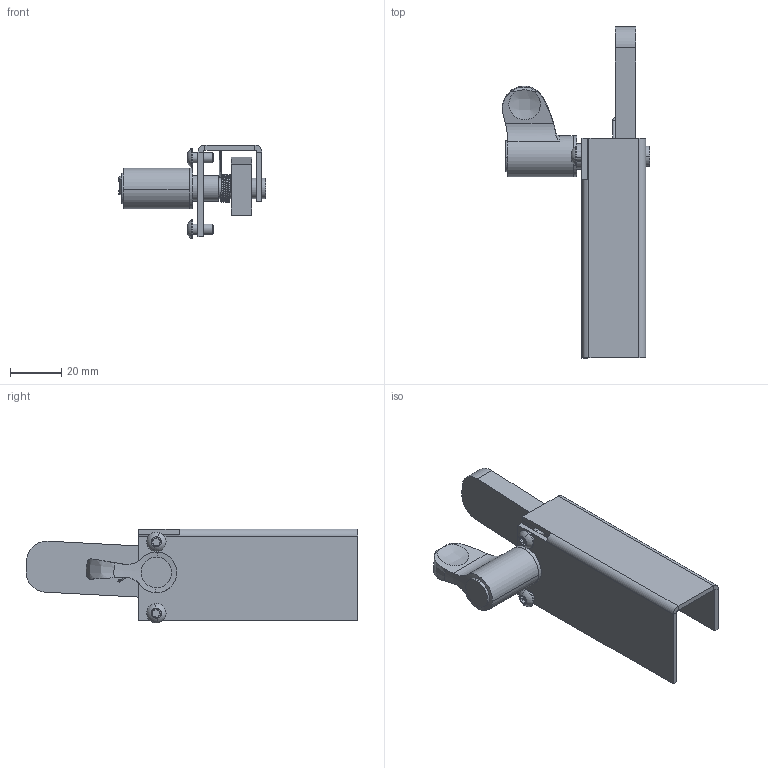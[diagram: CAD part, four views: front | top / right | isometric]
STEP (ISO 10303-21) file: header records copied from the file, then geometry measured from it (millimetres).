
FILE_DESCRIPTION (( 'STEP AP214' ), '1' );
FILE_NAME ('INGUN_29805.STEP', '2021-06-14T08:32:50', ( '' ), ( '' ), 'SwSTEP 2.0', 'SolidWorks 2018', '' );
FILE_SCHEMA (( 'AUTOMOTIVE_DESIGN' ));
Length unit declared in the file: millimetre
Products named in the file (10): 30112~0; 110443~0_S; INGUN_29805; 110322~4_S; ISO7380~n_M05,0x025; ISO7380~n_M04,0x008; DIN914~n_M04,0x05; 30984~0_S; 110705~2_S; 110231~1_S
Assembly tree (10 placements, depth 2):
  INGUN_29805
    110322~4_S
    110705~2_S
    30984~0_S
    110231~1_S
    110443~0_S
    30112~0
    ISO7380~n_M05,0x025
    ISO7380~n_M04,0x008  x2
    DIN914~n_M04,0x05
Bounding box: 57.7 x 130.03 x 36.8 mm (x, y, z)
Volume: 31086.8 mm3; surface area: 24844 mm2
Topology: 11 solids, 11 shells, 199 faces, 467 edges, 298 vertices
Faces by surface type: cylinder 102, plane 65, cone 14, bspline 12, torus 6
Entity records: 7287 total; most frequent: CARTESIAN_POINT 2331, DIRECTION 870, ORIENTED_EDGE 792, EDGE_CURVE 396, AXIS2_PLACEMENT_3D 344, VERTEX_POINT 252, EDGE_LOOP 194, VECTOR 182
